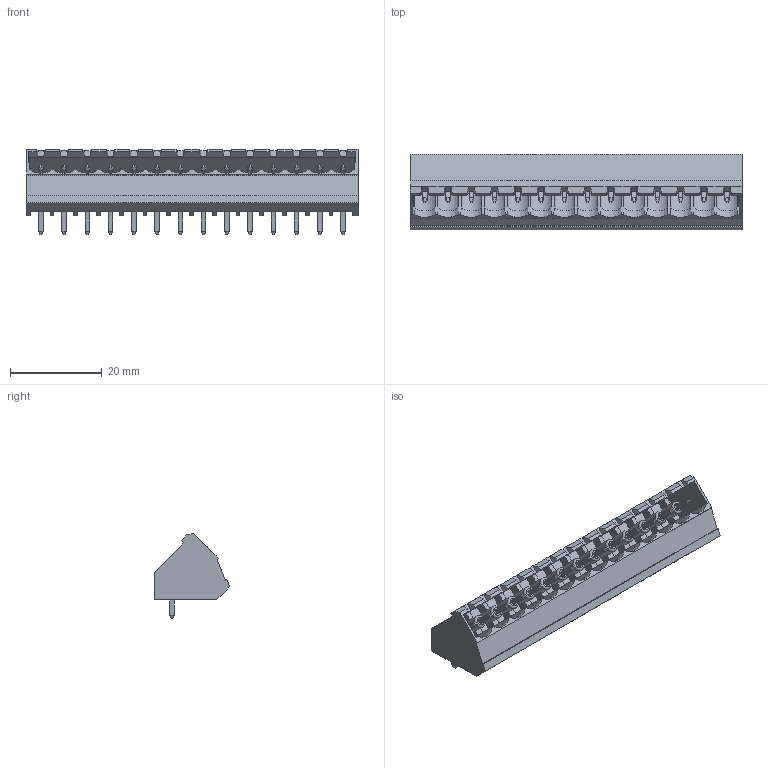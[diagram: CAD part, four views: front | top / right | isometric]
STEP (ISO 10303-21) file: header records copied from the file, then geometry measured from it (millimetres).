
FILE_DESCRIPTION( ( 'Unknown' ), '1' );
FILE_NAME( '691314520114.stp', 'Unknown', ( 'Unknown' ), ( 'Unknown' ), 'PSStep 15.0.49', 'Unknown', ' ' );
FILE_SCHEMA( ( 'AUTOMOTIVE_DESIGN { 1 0 10303 214 1 1 1 1 }' ) );
Length unit declared in the file: millimetre
Products named in the file (3): Assem1; 6913145201xx_PIN; 691314520114
Assembly tree (15 placements, depth 2):
  Assem1
    6913145201xx_PIN  x14
    691314520114
Bounding box: 72.52 x 16.5 x 18.6 mm (x, y, z)
Volume: 4492 mm3; surface area: 10069.7 mm2
Topology: 15 solids, 15 shells, 824 faces, 2238 edges, 1430 vertices
Faces by surface type: plane 768, cylinder 28, cone 14, torus 14
Full cylindrical faces by diameter (mm): 2.75 x14
Entity records: 25022 total; most frequent: CARTESIAN_POINT 3752, ORIENTED_EDGE 3508, DIRECTION 3172, EDGE_CURVE 1754, LINE 1516, VECTOR 1516, VERTEX_POINT 1156, AXIS2_PLACEMENT_3D 828
